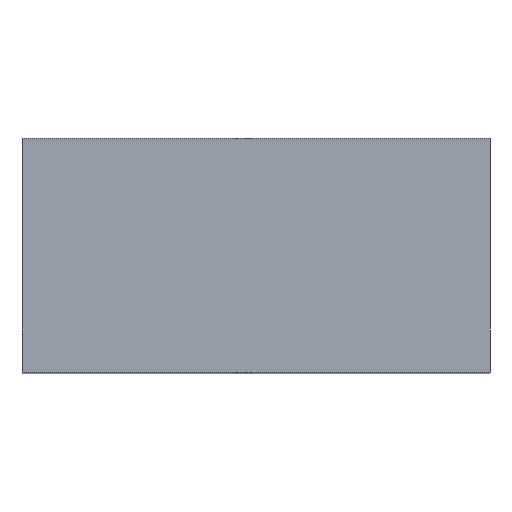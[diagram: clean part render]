
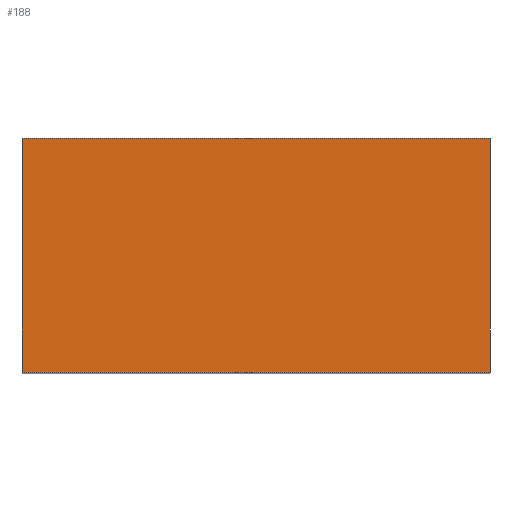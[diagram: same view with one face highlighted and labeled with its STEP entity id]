
A CAD part, top view. The second image highlights one B-rep face of the part: STEP entity #188.
In plain terms, the highlighted planar face has unit normal (0, 0, 1).
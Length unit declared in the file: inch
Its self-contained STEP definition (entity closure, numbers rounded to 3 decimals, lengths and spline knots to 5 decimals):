
#12 = VECTOR ( 'NONE', #90, 39.37008 ) ;
#13 = FACE_OUTER_BOUND ( 'NONE', #128, .T. ) ;
#74 = DIRECTION ( 'NONE',  ( -1., 0., 0. ) ) ;
#75 = DIRECTION ( 'NONE',  ( 0., 0., -1. ) ) ;
#76 = CARTESIAN_POINT ( 'NONE',  ( 0.5, 0.25, 0. ) ) ;
#77 = DIRECTION ( 'NONE',  ( 1., 0., 0. ) ) ;
#78 = CARTESIAN_POINT ( 'NONE',  ( 0.5, 0., 0. ) ) ;
#79 = LINE ( 'NONE', #78, #172 ) ;
#80 = DIRECTION ( 'NONE',  ( 1., 0., 0. ) ) ;
#81 = CARTESIAN_POINT ( 'NONE',  ( 0.5, 0.25, 0. ) ) ;
#82 = LINE ( 'NONE', #81, #176 ) ;
#83 = DIRECTION ( 'NONE',  ( 0., -1., 0. ) ) ;
#84 = CARTESIAN_POINT ( 'NONE',  ( 0., 0.25, 0. ) ) ;
#85 = LINE ( 'NONE', #84, #161 ) ;
#89 = PLANE ( 'NONE',  #162 ) ;
#90 = DIRECTION ( 'NONE',  ( 0., -1., 0. ) ) ;
#91 = CARTESIAN_POINT ( 'NONE',  ( 0.5, 0.25, 0. ) ) ;
#92 = LINE ( 'NONE', #91, #12 ) ;
#105 = CARTESIAN_POINT ( 'NONE',  ( 0., 0.25, 0. ) ) ;
#106 = CARTESIAN_POINT ( 'NONE',  ( 0.5, 0.25, 0. ) ) ;
#107 = CARTESIAN_POINT ( 'NONE',  ( 0.5, 0., 0. ) ) ;
#109 = CARTESIAN_POINT ( 'NONE',  ( 0., 0., 0. ) ) ;
#122 = ORIENTED_EDGE ( 'NONE', *, *, #185, .T. ) ;
#123 = ORIENTED_EDGE ( 'NONE', *, *, #183, .F. ) ;
#124 = ORIENTED_EDGE ( 'NONE', *, *, #186, .F. ) ;
#125 = ORIENTED_EDGE ( 'NONE', *, *, #187, .T. ) ;
#128 = EDGE_LOOP ( 'NONE', ( #125, #123, #124, #122 ) ) ;
#134 = VERTEX_POINT ( 'NONE', #109 ) ;
#136 = VERTEX_POINT ( 'NONE', #107 ) ;
#137 = VERTEX_POINT ( 'NONE', #106 ) ;
#138 = VERTEX_POINT ( 'NONE', #105 ) ;
#161 = VECTOR ( 'NONE', #83, 39.37008 ) ;
#162 = AXIS2_PLACEMENT_3D ( 'NONE', #76, #75, #74 ) ;
#172 = VECTOR ( 'NONE', #77, 39.37008 ) ;
#176 = VECTOR ( 'NONE', #80, 39.37008 ) ;
#183 = EDGE_CURVE ( 'NONE', #137, #136, #92, .T. ) ;
#185 = EDGE_CURVE ( 'NONE', #138, #134, #85, .T. ) ;
#186 = EDGE_CURVE ( 'NONE', #138, #137, #82, .T. ) ;
#187 = EDGE_CURVE ( 'NONE', #134, #136, #79, .T. ) ;
#188 = ADVANCED_FACE ( 'NONE', ( #13 ), #89, .F. ) ;
